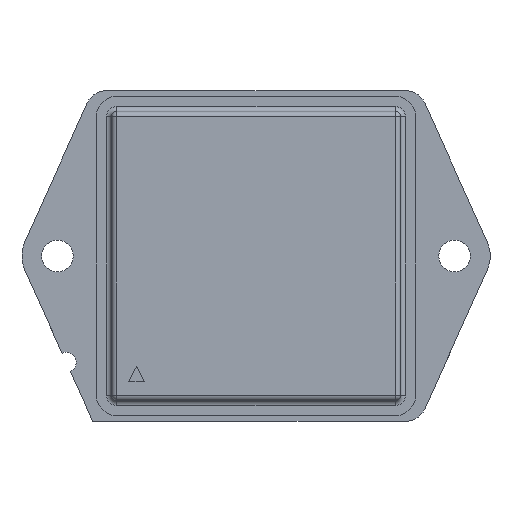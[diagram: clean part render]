
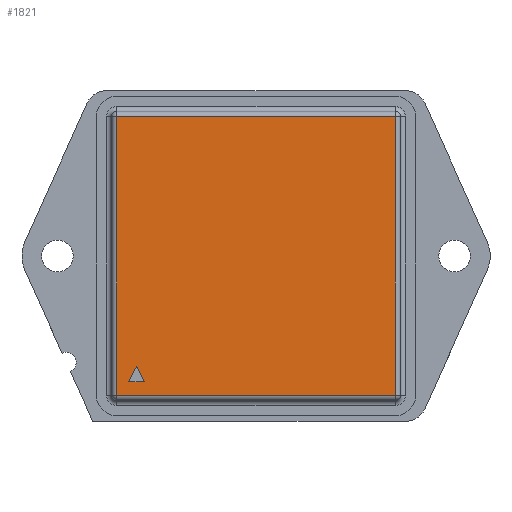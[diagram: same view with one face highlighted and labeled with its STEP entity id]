
A CAD part, top view. The second image highlights one B-rep face of the part: STEP entity #1821.
In plain terms, the highlighted planar face has unit normal (0, 0, 1).
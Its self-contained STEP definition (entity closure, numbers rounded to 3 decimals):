
#50=LINE($,#3098,#135);
#54=LINE($,#3106,#139);
#57=LINE($,#3111,#142);
#90=LINE($,#3233,#175);
#92=LINE($,#3241,#177);
#94=LINE($,#3248,#179);
#95=LINE($,#3254,#180);
#135=VECTOR($,#2512,2.203);
#139=VECTOR($,#2518,2.203);
#142=VECTOR($,#2523,1.971);
#175=VECTOR($,#2656,34.93);
#177=VECTOR($,#2664,34.93);
#179=VECTOR($,#2672,34.93);
#180=VECTOR($,#2683,34.93);
#281=PLANE($,#2133);
#354=FACE_BOUND($,#683,.T.);
#482=FACE_OUTER_BOUND($,#682,.T.);
#682=EDGE_LOOP($,(#1573,#1574,#1575,#1576));
#683=EDGE_LOOP($,(#1577,#1578,#1579));
#939=VERTEX_POINT($,#3096);
#940=VERTEX_POINT($,#3097);
#943=VERTEX_POINT($,#3105);
#982=VERTEX_POINT($,#3230);
#983=VERTEX_POINT($,#3232);
#986=VERTEX_POINT($,#3240);
#988=VERTEX_POINT($,#3247);
#1110=EDGE_CURVE($,#939,#940,#50,.T.);
#1114=EDGE_CURVE($,#943,#939,#54,.T.);
#1117=EDGE_CURVE($,#940,#943,#57,.T.);
#1177=EDGE_CURVE($,#982,#983,#90,.T.);
#1181=EDGE_CURVE($,#983,#986,#92,.T.);
#1185=EDGE_CURVE($,#986,#988,#94,.T.);
#1189=EDGE_CURVE($,#988,#982,#95,.T.);
#1573=ORIENTED_EDGE($,*,*,#1177,.F.);
#1574=ORIENTED_EDGE($,*,*,#1189,.F.);
#1575=ORIENTED_EDGE($,*,*,#1185,.F.);
#1576=ORIENTED_EDGE($,*,*,#1181,.F.);
#1577=ORIENTED_EDGE($,*,*,#1110,.T.);
#1578=ORIENTED_EDGE($,*,*,#1117,.T.);
#1579=ORIENTED_EDGE($,*,*,#1114,.T.);
#1821=ADVANCED_FACE($,(#482,#354),#281,.T.);
#2133=AXIS2_PLACEMENT_3D($,#3268,#2707,#2708);
#2512=DIRECTION($,(0.447,-0.894,0.));
#2518=DIRECTION($,(0.447,0.894,0.));
#2523=DIRECTION($,(-1.,0.,0.));
#2656=DIRECTION($,(0.,1.,0.));
#2664=DIRECTION($,(1.,0.,0.));
#2672=DIRECTION($,(0.,-1.,0.));
#2683=DIRECTION($,(-1.,0.,0.));
#2707=DIRECTION('center_axis',(0.,0.,1.));
#2708=DIRECTION('ref_axis',(1.,0.,0.));
#3096=CARTESIAN_POINT('',(-14.965,-13.794,6.8));
#3097=CARTESIAN_POINT('',(-13.98,-15.765,6.8));
#3098=CARTESIAN_POINT($,(-14.807,-14.11,6.8));
#3105=CARTESIAN_POINT('',(-15.95,-15.765,6.8));
#3106=CARTESIAN_POINT($,(-15.816,-15.496,6.8));
#3111=CARTESIAN_POINT($,(-14.972,-15.765,6.8));
#3230=CARTESIAN_POINT('',(-17.465,-17.465,6.8));
#3232=CARTESIAN_POINT('',(-17.465,17.465,6.8));
#3233=CARTESIAN_POINT($,(-17.465,-8.733,6.8));
#3240=CARTESIAN_POINT('',(17.465,17.465,6.8));
#3241=CARTESIAN_POINT($,(-8.733,17.465,6.8));
#3247=CARTESIAN_POINT('',(17.465,-17.465,6.8));
#3248=CARTESIAN_POINT($,(17.465,8.733,6.8));
#3254=CARTESIAN_POINT($,(8.733,-17.465,6.8));
#3268=CARTESIAN_POINT('Origin',(-15.965,-15.084,6.8));
